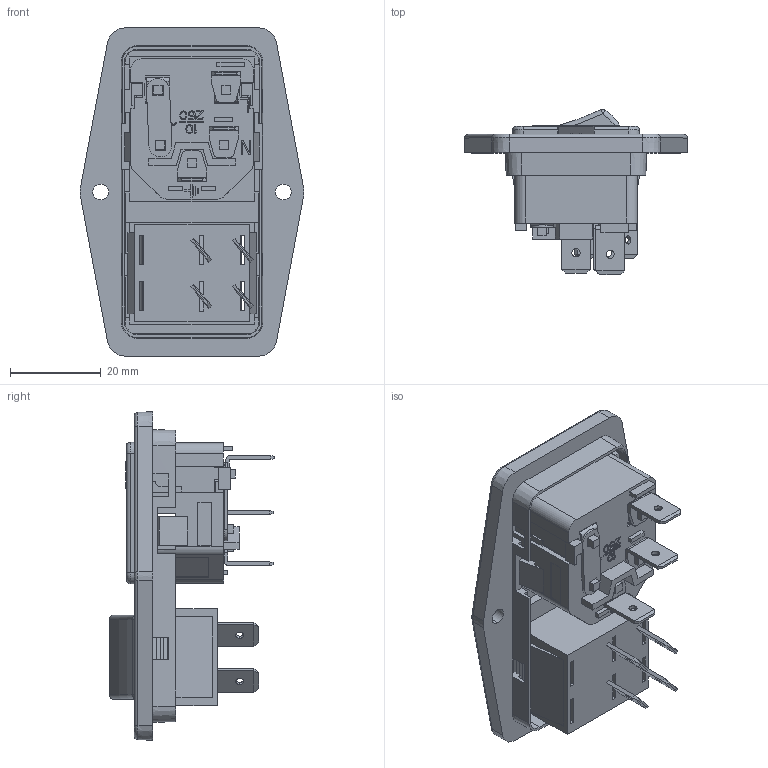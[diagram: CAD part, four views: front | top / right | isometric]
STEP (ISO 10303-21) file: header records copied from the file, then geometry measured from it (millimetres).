
FILE_DESCRIPTION (( 'STEP AP214' ), '1' );
FILE_NAME ('ACM-C4-GQ6R2FS-TT_3D.step', '2024-03-07T16:47:40', ( '' ), ( '' ), 'SwSTEP 2.0', 'SolidWorks 2022', '' );
FILE_SCHEMA (( 'AUTOMOTIVE_DESIGN' ));
Length unit declared in the file: millimetre
Products named in the file (1): ACM-C4-GQ6R2FS-TT_3D
Bounding box: 49.28 x 36.47 x 72.3 mm (x, y, z)
Volume: 20188.4 mm3; surface area: 26223.2 mm2
Topology: 7 solids, 7 shells, 1668 faces, 4752 edges, 3097 vertices
Faces by surface type: plane 1429, cylinder 180, torus 22, cone 18, bspline 10, sphere 9
Entity records: 53911 total; most frequent: CARTESIAN_POINT 9980, ORIENTED_EDGE 9490, DIRECTION 8483, EDGE_CURVE 4745, VECTOR 4261, LINE 4261, VERTEX_POINT 3096, AXIS2_PLACEMENT_3D 2111
